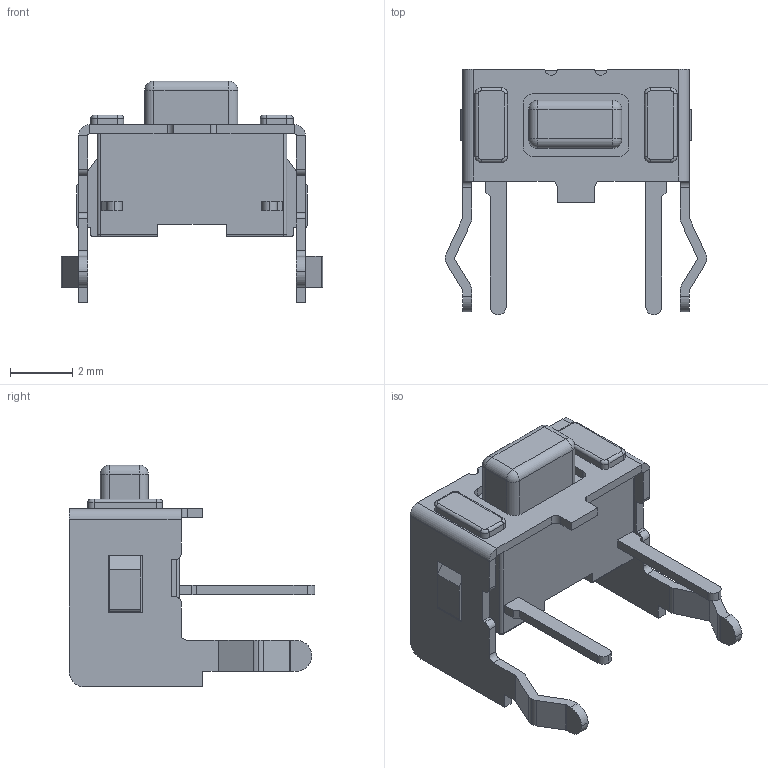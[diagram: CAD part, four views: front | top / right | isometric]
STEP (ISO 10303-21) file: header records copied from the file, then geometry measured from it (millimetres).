
FILE_DESCRIPTION (( 'STEP AP214' ), '1' );
FILE_NAME ('SKHLLF.STEP', '2012-09-27T10:36:43', ( '' ), ( '' ), 'SwSTEP 2.0', 'SolidWorks 2010', '' );
FILE_SCHEMA (( 'AUTOMOTIVE_DESIGN' ));
Length unit declared in the file: millimetre
Products named in the file (1): SKHLLF
Bounding box: 8.41 x 7.9 x 7.14 mm (x, y, z)
Volume: 98.6 mm3; surface area: 268.1 mm2
Topology: 1 solids, 1 shells, 226 faces, 600 edges, 380 vertices
Faces by surface type: plane 128, cylinder 84, torus 10, sphere 4
Entity records: 8594 total; most frequent: DIRECTION 1232, CARTESIAN_POINT 1203, ORIENTED_EDGE 1192, EDGE_CURVE 596, VECTOR 414, LINE 414, AXIS2_PLACEMENT_3D 409, VERTEX_POINT 380
